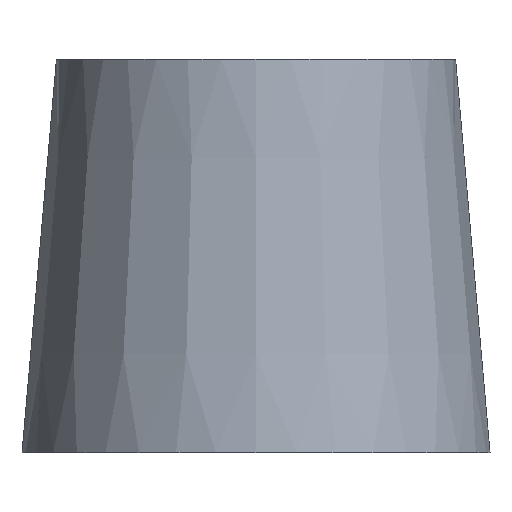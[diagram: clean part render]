
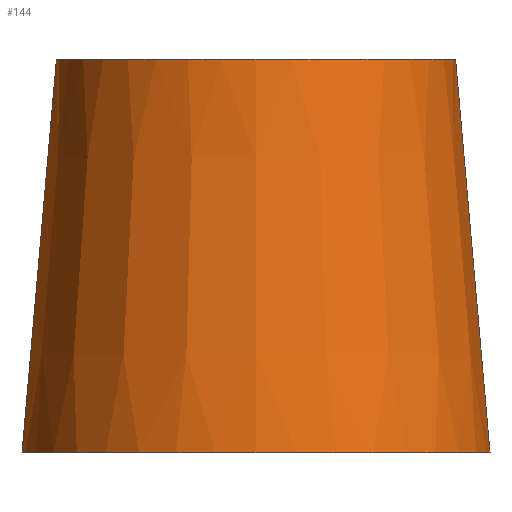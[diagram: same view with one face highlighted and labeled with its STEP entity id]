
A CAD part, left-side view. The second image highlights one B-rep face of the part: STEP entity #144.
In plain terms, the highlighted conical face has half-angle 5 degrees and reference radius 18.415 mm.
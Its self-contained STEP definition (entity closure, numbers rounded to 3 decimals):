
#88=CARTESIAN_POINT('Axis2P3D Location',(0.,0.,0.)) ;
#97=CARTESIAN_POINT('Vertex',(0.,21.59,-36.29)) ;
#99=CARTESIAN_POINT('Vertex',(0.,-21.59,-36.29)) ;
#102=CARTESIAN_POINT('Line Origine',(0.,20.003,-18.145)) ;
#106=CARTESIAN_POINT('Vertex',(0.,18.415,0.)) ;
#113=CARTESIAN_POINT('Vertex',(0.,-18.415,0.)) ;
#116=CARTESIAN_POINT('Line Origine',(0.,-20.003,-18.145)) ;
#128=CARTESIAN_POINT('Axis2P3D Location',(0.,0.,-36.29)) ;
#133=CARTESIAN_POINT('Axis2P3D Location',(0.,0.,0.)) ;
#104=VECTOR('Line Direction',#103,1.) ;
#118=VECTOR('Line Direction',#117,1.) ;
#89=DIRECTION('Axis2P3D Direction',(0.,0.,-1.)) ;
#90=DIRECTION('Axis2P3D XDirection',(0.,1.,0.)) ;
#103=DIRECTION('Vector Direction',(0.,0.087,-0.996)) ;
#117=DIRECTION('Vector Direction',(0.,-0.087,-0.996)) ;
#129=DIRECTION('Axis2P3D Direction',(0.,0.,-1.)) ;
#134=DIRECTION('Axis2P3D Direction',(0.,0.,-1.)) ;
#91=AXIS2_PLACEMENT_3D('Cone Axis2P3D',#88,#89,#90) ;
#130=AXIS2_PLACEMENT_3D('Circle Axis2P3D',#128,#129,$) ;
#135=AXIS2_PLACEMENT_3D('Circle Axis2P3D',#133,#134,$) ;
#105=LINE('Line',#102,#104) ;
#119=LINE('Line',#116,#118) ;
#131=CIRCLE('generated circle',#130,21.59) ;
#136=CIRCLE('generated circle',#135,18.415) ;
#92=CONICAL_SURFACE('Cone',#91,18.415,0.087) ;
#108=EDGE_CURVE('',#98,#107,#105,.F.) ;
#120=EDGE_CURVE('',#100,#114,#119,.F.) ;
#132=EDGE_CURVE('',#100,#98,#131,.T.) ;
#137=EDGE_CURVE('',#114,#107,#136,.T.) ;
#139=ORIENTED_EDGE('',*,*,#132,.F.) ;
#140=ORIENTED_EDGE('',*,*,#120,.T.) ;
#141=ORIENTED_EDGE('',*,*,#137,.T.) ;
#142=ORIENTED_EDGE('',*,*,#108,.F.) ;
#138=EDGE_LOOP('',(#139,#140,#141,#142)) ;
#98=VERTEX_POINT('',#97) ;
#100=VERTEX_POINT('',#99) ;
#107=VERTEX_POINT('',#106) ;
#114=VERTEX_POINT('',#113) ;
#144=ADVANCED_FACE('PartBody',(#143),#92,.T.) ;
#143=FACE_OUTER_BOUND('',#138,.T.) ;
